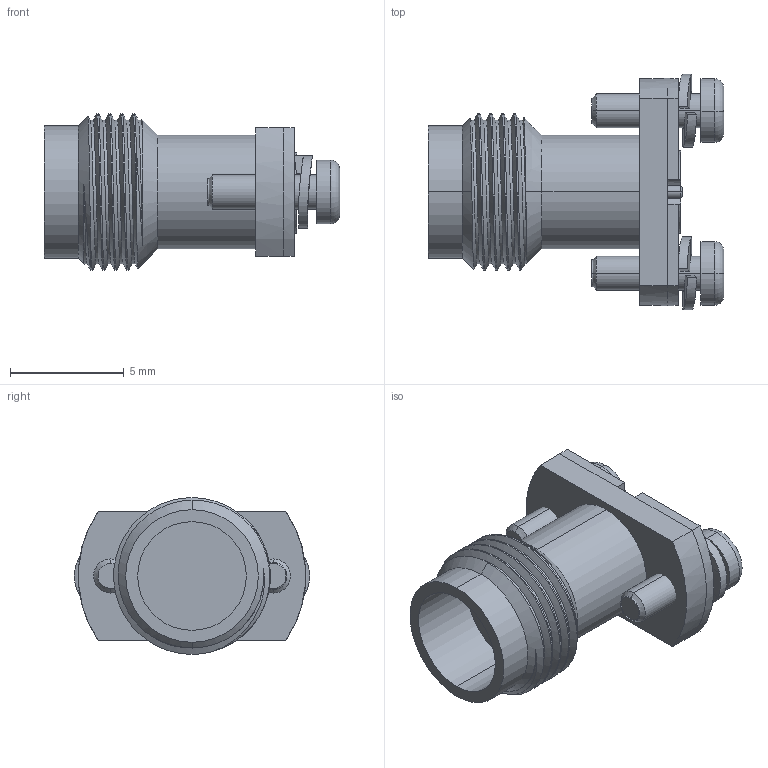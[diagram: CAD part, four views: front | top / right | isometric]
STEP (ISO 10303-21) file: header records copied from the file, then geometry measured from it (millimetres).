
FILE_DESCRIPTION (( 'STEP AP214' ), '1' );
FILE_NAME ('FMCN45945_3D.step', '2023-08-18T22:54:06', ( '' ), ( '' ), 'SwSTEP 2.0', 'SolidWorks 2022', '' );
FILE_SCHEMA (( 'AUTOMOTIVE_DESIGN' ));
Length unit declared in the file: inch
Products named in the file (5): 0-80UNF-2A^FMCN45945; K8462-NSBL-5_3^FMCN45945; FMCN45945_3D; 0-80UNF-2A_2^FMCN45945; 185-8462-NSTL_2^FMCN45945
Assembly tree (6 placements, depth 2):
  FMCN45945_3D
    185-8462-NSTL_2^FMCN45945
    K8462-NSBL-5_3^FMCN45945  x2
    0-80UNF-2A_2^FMCN45945  x2
    0-80UNF-2A^FMCN45945
Bounding box: 13 x 10.36 x 6.9 mm (x, y, z)
Volume: 298.8 mm3; surface area: 572.9 mm2
Topology: 6 solids, 7 shells, 158 faces, 402 edges, 263 vertices
Faces by surface type: cylinder 75, plane 65, cone 11, torus 4, bspline 3
Entity records: 4699 total; most frequent: CARTESIAN_POINT 1940, ORIENTED_EDGE 542, DIRECTION 526, EDGE_CURVE 273, AXIS2_PLACEMENT_3D 202, VERTEX_POINT 178, LINE 122, VECTOR 122
